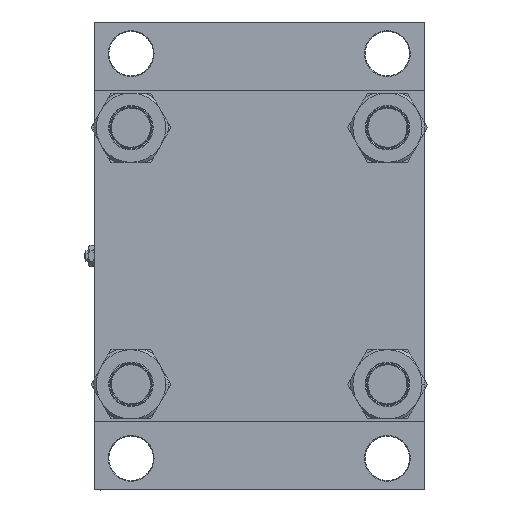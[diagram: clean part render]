
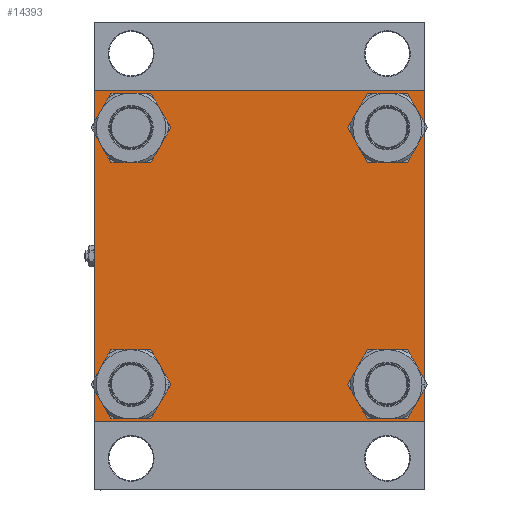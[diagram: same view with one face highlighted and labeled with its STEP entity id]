
A CAD part, left-side view. The second image highlights one B-rep face of the part: STEP entity #14393.
In plain terms, the highlighted planar face has unit normal (-1, 0, 0).
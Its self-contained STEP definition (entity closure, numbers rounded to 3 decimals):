
#14 = ORIENTED_EDGE ( 'NONE', *, *, #34934, .T. ) ;
#76 = ORIENTED_EDGE ( 'NONE', *, *, #591, .T. ) ;
#292 = EDGE_LOOP ( 'NONE', ( #43210, #37850 ) ) ;
#518 = DIRECTION ( 'NONE',  ( 1., 0., 0. ) ) ;
#591 = EDGE_CURVE ( 'NONE', #5968, #31859, #16533, .T. ) ;
#1017 = LINE ( 'NONE', #34530, #48872 ) ;
#1522 = CIRCLE ( 'NONE', #26414, 15.5 ) ;
#1690 = CARTESIAN_POINT ( 'NONE',  ( 0., 122.25, -122.25 ) ) ;
#2110 = VERTEX_POINT ( 'NONE', #49106 ) ;
#2746 = VECTOR ( 'NONE', #14161, 1000. ) ;
#3057 = AXIS2_PLACEMENT_3D ( 'NONE', #3309, #34015, #7329 ) ;
#3192 = ORIENTED_EDGE ( 'NONE', *, *, #30029, .F. ) ;
#3309 = CARTESIAN_POINT ( 'NONE',  ( 0., -95.1, -95.1 ) ) ;
#3971 = AXIS2_PLACEMENT_3D ( 'NONE', #9276, #45445, #34110 ) ;
#4008 = EDGE_CURVE ( 'NONE', #13493, #33369, #30332, .T. ) ;
#4066 = CARTESIAN_POINT ( 'NONE',  ( 0., -122., 122.5 ) ) ;
#5368 = VERTEX_POINT ( 'NONE', #45106 ) ;
#5465 = EDGE_CURVE ( 'NONE', #31956, #45939, #24752, .T. ) ;
#5968 = VERTEX_POINT ( 'NONE', #31673 ) ;
#6201 = EDGE_CURVE ( 'NONE', #5368, #2110, #49732, .T. ) ;
#6392 = VERTEX_POINT ( 'NONE', #4066 ) ;
#6984 = ORIENTED_EDGE ( 'NONE', *, *, #28000, .T. ) ;
#7013 = CARTESIAN_POINT ( 'NONE',  ( 0., -122., -122.5 ) ) ;
#7329 = DIRECTION ( 'NONE',  ( 0., 0., 1. ) ) ;
#7459 = CARTESIAN_POINT ( 'NONE',  ( 0., 0., 0. ) ) ;
#7685 = AXIS2_PLACEMENT_3D ( 'NONE', #23528, #16239, #20499 ) ;
#8690 = LINE ( 'NONE', #47229, #35173 ) ;
#9276 = CARTESIAN_POINT ( 'NONE',  ( 0., 95.1, 95.1 ) ) ;
#9493 = DIRECTION ( 'NONE',  ( 0., -0.707, -0.707 ) ) ;
#10737 = FACE_BOUND ( 'NONE', #10828, .T. ) ;
#10828 = EDGE_LOOP ( 'NONE', ( #36669, #36410 ) ) ;
#11188 = CIRCLE ( 'NONE', #48189, 15.5 ) ;
#11250 = DIRECTION ( 'NONE',  ( 0., 0., 1. ) ) ;
#11696 = CARTESIAN_POINT ( 'NONE',  ( 0., -95.1, 95.1 ) ) ;
#12588 = DIRECTION ( 'NONE',  ( 0., 0., 1. ) ) ;
#12845 = CARTESIAN_POINT ( 'NONE',  ( 0., 95.1, -95.1 ) ) ;
#13493 = VERTEX_POINT ( 'NONE', #47237 ) ;
#13683 = DIRECTION ( 'NONE',  ( 0., 0., 1. ) ) ;
#13690 = CARTESIAN_POINT ( 'NONE',  ( 0., -122.5, -122. ) ) ;
#13846 = LINE ( 'NONE', #48362, #18225 ) ;
#13933 = EDGE_CURVE ( 'NONE', #30291, #6392, #40096, .T. ) ;
#14161 = DIRECTION ( 'NONE',  ( 0., 0.707, -0.707 ) ) ;
#14393 = ADVANCED_FACE ( 'NONE', ( #26598, #15019, #10737, #45748, #34666 ), #49272, .T. ) ;
#14987 = CARTESIAN_POINT ( 'NONE',  ( 0., -95.1, -79.6 ) ) ;
#15019 = FACE_BOUND ( 'NONE', #40041, .T. ) ;
#15296 = VECTOR ( 'NONE', #37526, 1000. ) ;
#16239 = DIRECTION ( 'NONE',  ( 1., 0., 0. ) ) ;
#16533 = CIRCLE ( 'NONE', #7685, 15.5 ) ;
#16594 = VERTEX_POINT ( 'NONE', #19867 ) ;
#16957 = EDGE_CURVE ( 'NONE', #30291, #30528, #41344, .T. ) ;
#17679 = DIRECTION ( 'NONE',  ( 0., -1., 0. ) ) ;
#18225 = VECTOR ( 'NONE', #43576, 1000. ) ;
#18438 = CIRCLE ( 'NONE', #3971, 15.5 ) ;
#18735 = AXIS2_PLACEMENT_3D ( 'NONE', #7459, #27091, #11250 ) ;
#18876 = VECTOR ( 'NONE', #9493, 1000. ) ;
#18988 = EDGE_CURVE ( 'NONE', #16594, #42463, #35952, .T. ) ;
#19624 = DIRECTION ( 'NONE',  ( 0., 0., -1. ) ) ;
#19867 = CARTESIAN_POINT ( 'NONE',  ( 0., 122.5, -122. ) ) ;
#20499 = DIRECTION ( 'NONE',  ( 0., 0., 1. ) ) ;
#23145 = LINE ( 'NONE', #38519, #15296 ) ;
#23466 = ORIENTED_EDGE ( 'NONE', *, *, #28266, .T. ) ;
#23528 = CARTESIAN_POINT ( 'NONE',  ( 0., 95.1, 95.1 ) ) ;
#24752 = CIRCLE ( 'NONE', #3057, 15.5 ) ;
#24943 = VERTEX_POINT ( 'NONE', #27825 ) ;
#25466 = EDGE_CURVE ( 'NONE', #24943, #6392, #13846, .T. ) ;
#26121 = EDGE_LOOP ( 'NONE', ( #76, #14 ) ) ;
#26288 = DIRECTION ( 'NONE',  ( 1., 0., 0. ) ) ;
#26414 = AXIS2_PLACEMENT_3D ( 'NONE', #11696, #26288, #41656 ) ;
#26598 = FACE_BOUND ( 'NONE', #292, .T. ) ;
#26696 = ORIENTED_EDGE ( 'NONE', *, *, #16957, .T. ) ;
#27086 = DIRECTION ( 'NONE',  ( 1., 0., 0. ) ) ;
#27091 = DIRECTION ( 'NONE',  ( -1., 0., 0. ) ) ;
#27608 = CARTESIAN_POINT ( 'NONE',  ( 0., 122.5, 122. ) ) ;
#27744 = CARTESIAN_POINT ( 'NONE',  ( 0., -95.1, -110.6 ) ) ;
#27825 = CARTESIAN_POINT ( 'NONE',  ( 0., -122.5, 122. ) ) ;
#28000 = EDGE_CURVE ( 'NONE', #30528, #16594, #8690, .T. ) ;
#28266 = EDGE_CURVE ( 'NONE', #35993, #30935, #1017, .T. ) ;
#28733 = ORIENTED_EDGE ( 'NONE', *, *, #25466, .T. ) ;
#29006 = CARTESIAN_POINT ( 'NONE',  ( 0., 122.5, 122.5 ) ) ;
#29075 = AXIS2_PLACEMENT_3D ( 'NONE', #12845, #518, #12588 ) ;
#29084 = ORIENTED_EDGE ( 'NONE', *, *, #13933, .F. ) ;
#29332 = VECTOR ( 'NONE', #17679, 1000. ) ;
#30029 = EDGE_CURVE ( 'NONE', #24943, #30935, #49180, .T. ) ;
#30142 = CARTESIAN_POINT ( 'NONE',  ( 0., 122., 122.5 ) ) ;
#30291 = VERTEX_POINT ( 'NONE', #30142 ) ;
#30332 = CIRCLE ( 'NONE', #48036, 15.5 ) ;
#30371 = CARTESIAN_POINT ( 'NONE',  ( 0., -95.1, 95.1 ) ) ;
#30528 = VERTEX_POINT ( 'NONE', #27608 ) ;
#30935 = VERTEX_POINT ( 'NONE', #13690 ) ;
#31213 = CARTESIAN_POINT ( 'NONE',  ( 0., -122.5, 122.5 ) ) ;
#31673 = CARTESIAN_POINT ( 'NONE',  ( 0., 95.1, 110.6 ) ) ;
#31859 = VERTEX_POINT ( 'NONE', #49696 ) ;
#31956 = VERTEX_POINT ( 'NONE', #27744 ) ;
#33018 = DIRECTION ( 'NONE',  ( 0., 0., 1. ) ) ;
#33369 = VERTEX_POINT ( 'NONE', #35360 ) ;
#34015 = DIRECTION ( 'NONE',  ( 1., 0., 0. ) ) ;
#34109 = EDGE_CURVE ( 'NONE', #2110, #5368, #1522, .T. ) ;
#34110 = DIRECTION ( 'NONE',  ( 0., 0., 1. ) ) ;
#34530 = CARTESIAN_POINT ( 'NONE',  ( 0., -122.25, -122.25 ) ) ;
#34666 = FACE_OUTER_BOUND ( 'NONE', #46594, .T. ) ;
#34744 = ORIENTED_EDGE ( 'NONE', *, *, #18988, .T. ) ;
#34753 = EDGE_CURVE ( 'NONE', #42463, #35993, #23145, .T. ) ;
#34934 = EDGE_CURVE ( 'NONE', #31859, #5968, #18438, .T. ) ;
#35173 = VECTOR ( 'NONE', #46736, 1000. ) ;
#35360 = CARTESIAN_POINT ( 'NONE',  ( 0., 95.1, -79.6 ) ) ;
#35368 = ORIENTED_EDGE ( 'NONE', *, *, #34753, .T. ) ;
#35571 = EDGE_CURVE ( 'NONE', #45939, #31956, #11188, .T. ) ;
#35952 = LINE ( 'NONE', #1690, #18876 ) ;
#35993 = VERTEX_POINT ( 'NONE', #7013 ) ;
#36410 = ORIENTED_EDGE ( 'NONE', *, *, #4008, .T. ) ;
#36669 = ORIENTED_EDGE ( 'NONE', *, *, #40517, .T. ) ;
#37526 = DIRECTION ( 'NONE',  ( 0., -1., 0. ) ) ;
#37815 = CARTESIAN_POINT ( 'NONE',  ( 0., 122., -122.5 ) ) ;
#37850 = ORIENTED_EDGE ( 'NONE', *, *, #6201, .T. ) ;
#38436 = DIRECTION ( 'NONE',  ( 0., 0., 1. ) ) ;
#38519 = CARTESIAN_POINT ( 'NONE',  ( 0., 122.5, -122.5 ) ) ;
#38549 = DIRECTION ( 'NONE',  ( 0., -0.707, 0.707 ) ) ;
#39092 = CARTESIAN_POINT ( 'NONE',  ( 0., -95.1, -95.1 ) ) ;
#40041 = EDGE_LOOP ( 'NONE', ( #45694, #46266 ) ) ;
#40096 = LINE ( 'NONE', #29006, #29332 ) ;
#40517 = EDGE_CURVE ( 'NONE', #33369, #13493, #41117, .T. ) ;
#41117 = CIRCLE ( 'NONE', #29075, 15.5 ) ;
#41344 = LINE ( 'NONE', #48674, #2746 ) ;
#41349 = CARTESIAN_POINT ( 'NONE',  ( 0., 95.1, -95.1 ) ) ;
#41656 = DIRECTION ( 'NONE',  ( 0., 0., 1. ) ) ;
#42463 = VERTEX_POINT ( 'NONE', #37815 ) ;
#42497 = VECTOR ( 'NONE', #19624, 1000. ) ;
#43210 = ORIENTED_EDGE ( 'NONE', *, *, #34109, .T. ) ;
#43576 = DIRECTION ( 'NONE',  ( 0., 0.707, 0.707 ) ) ;
#44384 = DIRECTION ( 'NONE',  ( 1., 0., 0. ) ) ;
#45106 = CARTESIAN_POINT ( 'NONE',  ( 0., -95.1, 79.6 ) ) ;
#45445 = DIRECTION ( 'NONE',  ( 1., 0., 0. ) ) ;
#45694 = ORIENTED_EDGE ( 'NONE', *, *, #35571, .T. ) ;
#45748 = FACE_BOUND ( 'NONE', #26121, .T. ) ;
#45939 = VERTEX_POINT ( 'NONE', #14987 ) ;
#46266 = ORIENTED_EDGE ( 'NONE', *, *, #5465, .T. ) ;
#46594 = EDGE_LOOP ( 'NONE', ( #6984, #34744, #35368, #23466, #3192, #28733, #29084, #26696 ) ) ;
#46736 = DIRECTION ( 'NONE',  ( 0., 0., -1. ) ) ;
#47229 = CARTESIAN_POINT ( 'NONE',  ( 0., 122.5, 122.5 ) ) ;
#47237 = CARTESIAN_POINT ( 'NONE',  ( 0., 95.1, -110.6 ) ) ;
#47325 = AXIS2_PLACEMENT_3D ( 'NONE', #30371, #27086, #38436 ) ;
#48036 = AXIS2_PLACEMENT_3D ( 'NONE', #41349, #44384, #13683 ) ;
#48189 = AXIS2_PLACEMENT_3D ( 'NONE', #39092, #48399, #33018 ) ;
#48362 = CARTESIAN_POINT ( 'NONE',  ( 0., -122.25, 122.25 ) ) ;
#48399 = DIRECTION ( 'NONE',  ( 1., 0., 0. ) ) ;
#48674 = CARTESIAN_POINT ( 'NONE',  ( 0., 122.25, 122.25 ) ) ;
#48872 = VECTOR ( 'NONE', #38549, 1000. ) ;
#49106 = CARTESIAN_POINT ( 'NONE',  ( 0., -95.1, 110.6 ) ) ;
#49180 = LINE ( 'NONE', #31213, #42497 ) ;
#49272 = PLANE ( 'NONE',  #18735 ) ;
#49696 = CARTESIAN_POINT ( 'NONE',  ( 0., 95.1, 79.6 ) ) ;
#49732 = CIRCLE ( 'NONE', #47325, 15.5 ) ;
